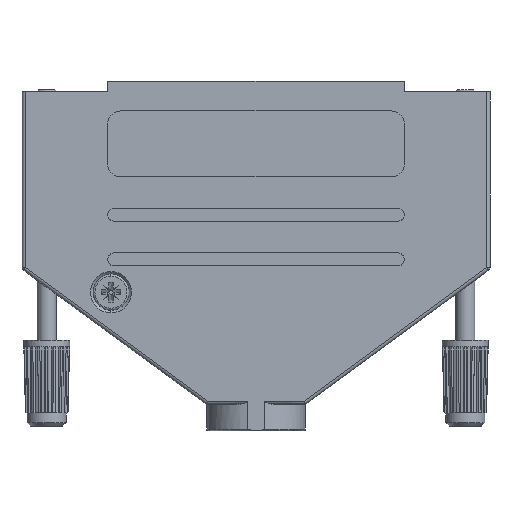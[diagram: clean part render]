
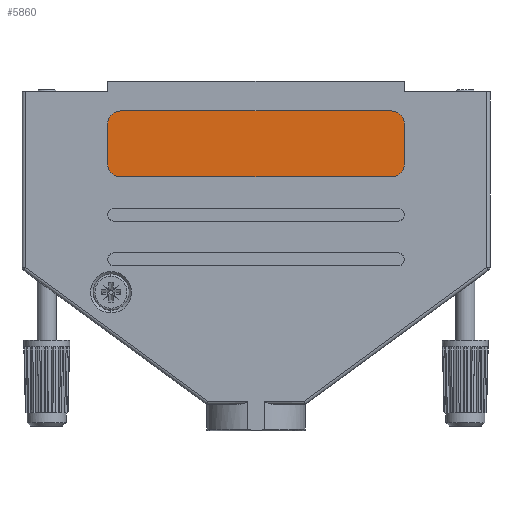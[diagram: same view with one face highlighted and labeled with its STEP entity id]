
A CAD part, front view. The second image highlights one B-rep face of the part: STEP entity #5860.
In plain terms, the highlighted planar face has unit normal (0, -1, 0).
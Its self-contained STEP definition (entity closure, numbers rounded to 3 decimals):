
#39 = ORIENTED_EDGE ( 'NONE', *, *, #6899, .T. ) ;
#626 = DIRECTION ( 'NONE',  ( 0., 0., -1. ) ) ;
#742 = CARTESIAN_POINT ( 'NONE',  ( -22.5, 0.3, -12.5 ) ) ;
#777 = VERTEX_POINT ( 'NONE', #13621 ) ;
#842 = CARTESIAN_POINT ( 'NONE',  ( 20.5, 0.3, -12.5 ) ) ;
#868 = LINE ( 'NONE', #6102, #10179 ) ;
#1025 = CIRCLE ( 'NONE', #9798, 2. ) ;
#1646 = CARTESIAN_POINT ( 'NONE',  ( -20.5, 0.3, -4.5 ) ) ;
#1936 = CARTESIAN_POINT ( 'NONE',  ( -20.5, 0.3, -14.5 ) ) ;
#2267 = VERTEX_POINT ( 'NONE', #15851 ) ;
#2462 = DIRECTION ( 'NONE',  ( 0., -1., 0. ) ) ;
#2753 = CIRCLE ( 'NONE', #3027, 2. ) ;
#2902 = EDGE_CURVE ( 'NONE', #777, #6845, #868, .T. ) ;
#2938 = LINE ( 'NONE', #1646, #8465 ) ;
#2951 = CARTESIAN_POINT ( 'NONE',  ( -20.5, 0.3, -6.5 ) ) ;
#2957 = DIRECTION ( 'NONE',  ( 1., 0., 0. ) ) ;
#3023 = EDGE_LOOP ( 'NONE', ( #39, #10612, #15786, #10646, #15270, #11672, #5743, #3562 ) ) ;
#3027 = AXIS2_PLACEMENT_3D ( 'NONE', #15591, #2462, #5106 ) ;
#3284 = DIRECTION ( 'NONE',  ( 0., 0., 1. ) ) ;
#3305 = DIRECTION ( 'NONE',  ( -1., 0., 0. ) ) ;
#3390 = PLANE ( 'NONE',  #8066 ) ;
#3562 = ORIENTED_EDGE ( 'NONE', *, *, #6976, .T. ) ;
#3826 = VERTEX_POINT ( 'NONE', #11867 ) ;
#4213 = VERTEX_POINT ( 'NONE', #15959 ) ;
#4277 = AXIS2_PLACEMENT_3D ( 'NONE', #842, #5905, #11137 ) ;
#5106 = DIRECTION ( 'NONE',  ( -1., 0., 0. ) ) ;
#5634 = AXIS2_PLACEMENT_3D ( 'NONE', #6168, #12532, #7624 ) ;
#5743 = ORIENTED_EDGE ( 'NONE', *, *, #8720, .T. ) ;
#5860 = ADVANCED_FACE ( 'NONE', ( #16266 ), #3390, .F. ) ;
#5905 = DIRECTION ( 'NONE',  ( 0., -1., 0. ) ) ;
#6102 = CARTESIAN_POINT ( 'NONE',  ( -22.5, 0.3, -6.5 ) ) ;
#6168 = CARTESIAN_POINT ( 'NONE',  ( -20.5, 0.3, -12.5 ) ) ;
#6845 = VERTEX_POINT ( 'NONE', #742 ) ;
#6899 = EDGE_CURVE ( 'NONE', #3826, #8782, #2753, .T. ) ;
#6976 = EDGE_CURVE ( 'NONE', #16479, #3826, #14071, .T. ) ;
#7035 = DIRECTION ( 'NONE',  ( -1., 0., 0. ) ) ;
#7282 = CIRCLE ( 'NONE', #5634, 2. ) ;
#7624 = DIRECTION ( 'NONE',  ( -1., 0., 0. ) ) ;
#8066 = AXIS2_PLACEMENT_3D ( 'NONE', #12126, #16090, #3305 ) ;
#8241 = EDGE_CURVE ( 'NONE', #6845, #10828, #7282, .T. ) ;
#8465 = VECTOR ( 'NONE', #7035, 1000. ) ;
#8720 = EDGE_CURVE ( 'NONE', #4213, #16479, #15238, .T. ) ;
#8782 = VERTEX_POINT ( 'NONE', #9154 ) ;
#9154 = CARTESIAN_POINT ( 'NONE',  ( 20.5, 0.3, -4.5 ) ) ;
#9634 = DIRECTION ( 'NONE',  ( -1., 0., 0. ) ) ;
#9798 = AXIS2_PLACEMENT_3D ( 'NONE', #2951, #12395, #9634 ) ;
#10036 = CARTESIAN_POINT ( 'NONE',  ( 22.5, 0.3, -6.5 ) ) ;
#10179 = VECTOR ( 'NONE', #626, 1000. ) ;
#10612 = ORIENTED_EDGE ( 'NONE', *, *, #14889, .T. ) ;
#10646 = ORIENTED_EDGE ( 'NONE', *, *, #2902, .T. ) ;
#10761 = LINE ( 'NONE', #1936, #11206 ) ;
#10828 = VERTEX_POINT ( 'NONE', #10907 ) ;
#10907 = CARTESIAN_POINT ( 'NONE',  ( -20.5, 0.3, -14.5 ) ) ;
#11137 = DIRECTION ( 'NONE',  ( -1., 0., 0. ) ) ;
#11206 = VECTOR ( 'NONE', #2957, 1000. ) ;
#11387 = CARTESIAN_POINT ( 'NONE',  ( 22.5, 0.3, -12.5 ) ) ;
#11672 = ORIENTED_EDGE ( 'NONE', *, *, #14384, .T. ) ;
#11867 = CARTESIAN_POINT ( 'NONE',  ( 22.5, 0.3, -6.5 ) ) ;
#12126 = CARTESIAN_POINT ( 'NONE',  ( 20.5, 0.3, -6.5 ) ) ;
#12395 = DIRECTION ( 'NONE',  ( 0., -1., 0. ) ) ;
#12532 = DIRECTION ( 'NONE',  ( 0., -1., 0. ) ) ;
#12973 = EDGE_CURVE ( 'NONE', #2267, #777, #1025, .T. ) ;
#13621 = CARTESIAN_POINT ( 'NONE',  ( -22.5, 0.3, -6.5 ) ) ;
#14071 = LINE ( 'NONE', #10036, #14252 ) ;
#14252 = VECTOR ( 'NONE', #3284, 1000. ) ;
#14384 = EDGE_CURVE ( 'NONE', #10828, #4213, #10761, .T. ) ;
#14889 = EDGE_CURVE ( 'NONE', #8782, #2267, #2938, .T. ) ;
#15238 = CIRCLE ( 'NONE', #4277, 2. ) ;
#15270 = ORIENTED_EDGE ( 'NONE', *, *, #8241, .T. ) ;
#15591 = CARTESIAN_POINT ( 'NONE',  ( 20.5, 0.3, -6.5 ) ) ;
#15786 = ORIENTED_EDGE ( 'NONE', *, *, #12973, .T. ) ;
#15851 = CARTESIAN_POINT ( 'NONE',  ( -20.5, 0.3, -4.5 ) ) ;
#15959 = CARTESIAN_POINT ( 'NONE',  ( 20.5, 0.3, -14.5 ) ) ;
#16090 = DIRECTION ( 'NONE',  ( 0., 1., 0. ) ) ;
#16266 = FACE_OUTER_BOUND ( 'NONE', #3023, .T. ) ;
#16479 = VERTEX_POINT ( 'NONE', #11387 ) ;
